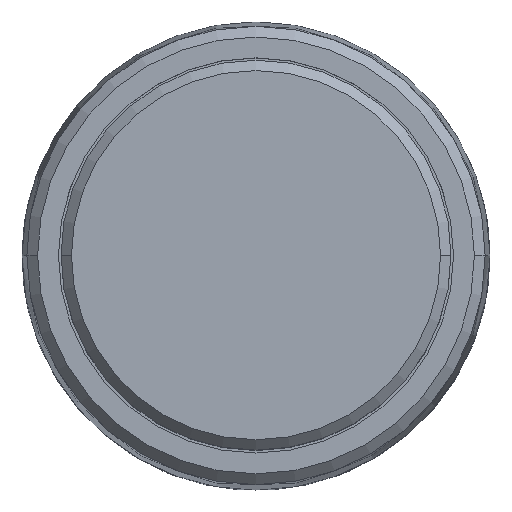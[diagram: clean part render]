
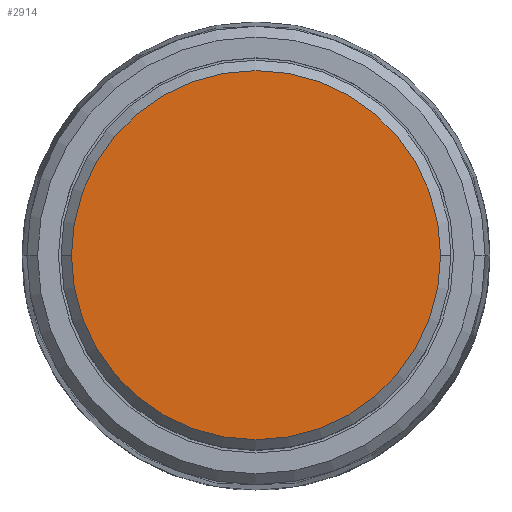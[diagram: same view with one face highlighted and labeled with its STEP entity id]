
A CAD part, top view. The second image highlights one B-rep face of the part: STEP entity #2914.
In plain terms, the highlighted planar face has unit normal (0, 0, 1).
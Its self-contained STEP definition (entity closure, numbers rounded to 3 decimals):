
#33 = CARTESIAN_POINT ( 'NONE',  ( 3.55, 0., 9. ) ) ;
#464 = ORIENTED_EDGE ( 'NONE', *, *, #1849, .T. ) ;
#698 = DIRECTION ( 'NONE',  ( 1., 0., 0. ) ) ;
#762 = DIRECTION ( 'NONE',  ( 0., 0., 1. ) ) ;
#944 = PLANE ( 'NONE',  #2650 ) ;
#952 = CIRCLE ( 'NONE', #2308, 3.55 ) ;
#992 = CARTESIAN_POINT ( 'NONE',  ( 0., 0., 9. ) ) ;
#1215 = AXIS2_PLACEMENT_3D ( 'NONE', #992, #1956, #2926 ) ;
#1741 = DIRECTION ( 'NONE',  ( -1., 0., 0. ) ) ;
#1753 = CARTESIAN_POINT ( 'NONE',  ( -3.55, 0., 9. ) ) ;
#1849 = EDGE_CURVE ( 'NONE', #2357, #2555, #2996, .T. ) ;
#1910 = CARTESIAN_POINT ( 'NONE',  ( -3.593, -3.593, 9. ) ) ;
#1956 = DIRECTION ( 'NONE',  ( 0., 0., 1. ) ) ;
#2308 = AXIS2_PLACEMENT_3D ( 'NONE', #2946, #762, #1741 ) ;
#2334 = EDGE_CURVE ( 'NONE', #2555, #2357, #952, .T. ) ;
#2357 = VERTEX_POINT ( 'NONE', #1753 ) ;
#2518 = ORIENTED_EDGE ( 'NONE', *, *, #2334, .T. ) ;
#2555 = VERTEX_POINT ( 'NONE', #33 ) ;
#2650 = AXIS2_PLACEMENT_3D ( 'NONE', #1910, #2879, #698 ) ;
#2879 = DIRECTION ( 'NONE',  ( 0., 0., 1. ) ) ;
#2914 = ADVANCED_FACE ( 'NONE', ( #3130 ), #944, .T. ) ;
#2926 = DIRECTION ( 'NONE',  ( -1., 0., 0. ) ) ;
#2946 = CARTESIAN_POINT ( 'NONE',  ( 0., 0., 9. ) ) ;
#2996 = CIRCLE ( 'NONE', #1215, 3.55 ) ;
#3026 = EDGE_LOOP ( 'NONE', ( #464, #2518 ) ) ;
#3130 = FACE_OUTER_BOUND ( 'NONE', #3026, .T. ) ;
